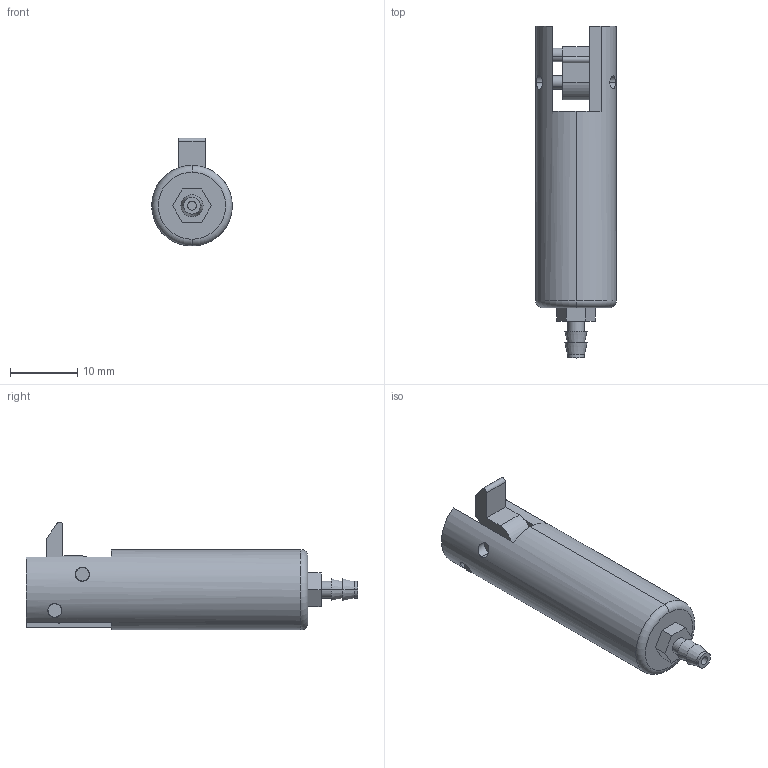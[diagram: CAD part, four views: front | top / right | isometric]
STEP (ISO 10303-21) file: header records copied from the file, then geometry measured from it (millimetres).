
FILE_DESCRIPTION (( 'STEP AP214' ), '1' );
FILE_NAME ('CO10-S5GZ-A.STEP', '2025-12-25T05:35:02', ( '' ), ( '' ), 'SwSTEP 2.0', 'SolidWorks 2024', '' );
FILE_SCHEMA (( 'AUTOMOTIVE_DESIGN' ));
Length unit declared in the file: millimetre
Products named in the file (5): 客户实体; CO10-S5GZ-A; CO10爪子; TJTM4 接头; ZZX291 爪子销
Assembly tree (5 placements, depth 2):
  CO10-S5GZ-A
    客户实体
    TJTM4 接头
    ZZX291 爪子销  x2
    CO10爪子
Bounding box: 12 x 49.5 x 16.1 mm (x, y, z)
Volume: 4191.5 mm3; surface area: 2673.4 mm2
Topology: 5 solids, 5 shells, 114 faces, 283 edges, 186 vertices
Faces by surface type: cylinder 61, plane 41, cone 8, torus 2, bspline 2
Entity records: 4811 total; most frequent: CARTESIAN_POINT 2063, ORIENTED_EDGE 546, DIRECTION 531, EDGE_CURVE 273, AXIS2_PLACEMENT_3D 202, VERTEX_POINT 180, VECTOR 127, LINE 127
